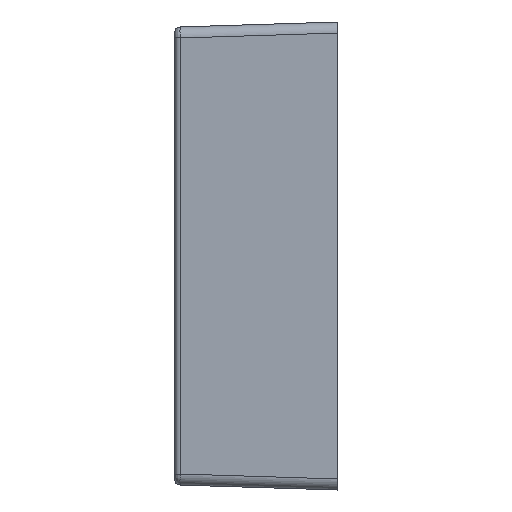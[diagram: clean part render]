
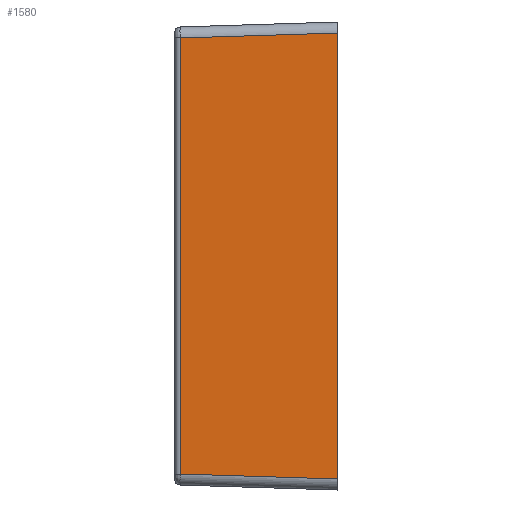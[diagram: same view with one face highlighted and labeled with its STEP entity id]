
A CAD part, left-side view. The second image highlights one B-rep face of the part: STEP entity #1580.
In plain terms, the highlighted planar face has unit normal (-0.999, 0.035, 0).
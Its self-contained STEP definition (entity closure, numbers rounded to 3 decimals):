
#353 = DIRECTION ( 'NONE',  ( -0.035, -0.999, -0.031 ) ) ;
#365 = LINE ( 'NONE', #1223, #4185 ) ;
#452 = CARTESIAN_POINT ( 'NONE',  ( -391.669, -4.826, -197.158 ) ) ;
#501 = DIRECTION ( 'NONE',  ( -0.035, -0.999, 0. ) ) ;
#557 = DIRECTION ( 'NONE',  ( 0., 0., -1. ) ) ;
#854 = VECTOR ( 'NONE', #4103, 1000. ) ;
#905 = VECTOR ( 'NONE', #557, 1000. ) ;
#986 = CARTESIAN_POINT ( 'NONE',  ( -391.058, 12.668, -196.608 ) ) ;
#1223 = CARTESIAN_POINT ( 'NONE',  ( -396.633, -147., 0. ) ) ;
#1499 = CARTESIAN_POINT ( 'NONE',  ( -391.511, -0.313, 197.016 ) ) ;
#1580 = ADVANCED_FACE ( 'NONE', ( #4665 ), #2758, .T. ) ;
#1619 = VERTEX_POINT ( 'NONE', #452 ) ;
#1635 = CARTESIAN_POINT ( 'NONE',  ( -391.669, -4.826, 207. ) ) ;
#1801 = VERTEX_POINT ( 'NONE', #3234 ) ;
#1830 = VECTOR ( 'NONE', #353, 1000. ) ;
#1869 = ORIENTED_EDGE ( 'NONE', *, *, #2545, .T. ) ;
#2094 = EDGE_CURVE ( 'NONE', #2673, #1801, #365, .T. ) ;
#2222 = EDGE_CURVE ( 'NONE', #4079, #1619, #2876, .T. ) ;
#2327 = CARTESIAN_POINT ( 'NONE',  ( -391.5, 0., 207. ) ) ;
#2341 = DIRECTION ( 'NONE',  ( 0., 0., 1. ) ) ;
#2380 = EDGE_LOOP ( 'NONE', ( #1869, #2977, #3140, #3971 ) ) ;
#2545 = EDGE_CURVE ( 'NONE', #1801, #4079, #4802, .T. ) ;
#2670 = CARTESIAN_POINT ( 'NONE',  ( -391.669, -4.826, 197.158 ) ) ;
#2673 = VERTEX_POINT ( 'NONE', #2845 ) ;
#2744 = EDGE_CURVE ( 'NONE', #1619, #2673, #4384, .T. ) ;
#2758 = PLANE ( 'NONE',  #4130 ) ;
#2845 = CARTESIAN_POINT ( 'NONE',  ( -396.633, -147., -201.626 ) ) ;
#2876 = LINE ( 'NONE', #1635, #905 ) ;
#2977 = ORIENTED_EDGE ( 'NONE', *, *, #2222, .T. ) ;
#3079 = DIRECTION ( 'NONE',  ( -0.999, 0.035, 0. ) ) ;
#3140 = ORIENTED_EDGE ( 'NONE', *, *, #2744, .T. ) ;
#3234 = CARTESIAN_POINT ( 'NONE',  ( -396.633, -147., 201.626 ) ) ;
#3971 = ORIENTED_EDGE ( 'NONE', *, *, #2094, .T. ) ;
#4079 = VERTEX_POINT ( 'NONE', #2670 ) ;
#4103 = DIRECTION ( 'NONE',  ( 0.035, 0.999, -0.031 ) ) ;
#4130 = AXIS2_PLACEMENT_3D ( 'NONE', #2327, #3079, #501 ) ;
#4185 = VECTOR ( 'NONE', #2341, 1000. ) ;
#4384 = LINE ( 'NONE', #986, #1830 ) ;
#4665 = FACE_OUTER_BOUND ( 'NONE', #2380, .T. ) ;
#4802 = LINE ( 'NONE', #1499, #854 ) ;
